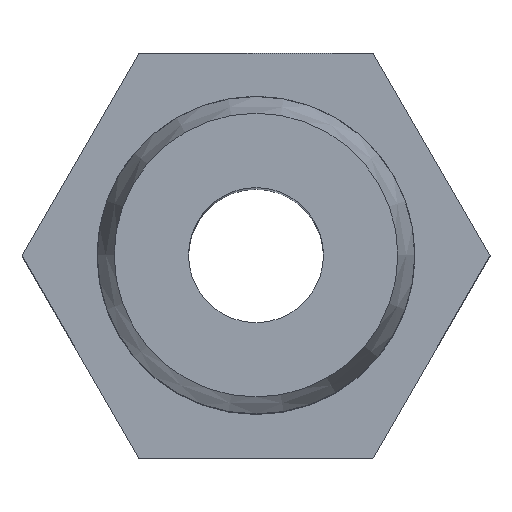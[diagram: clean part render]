
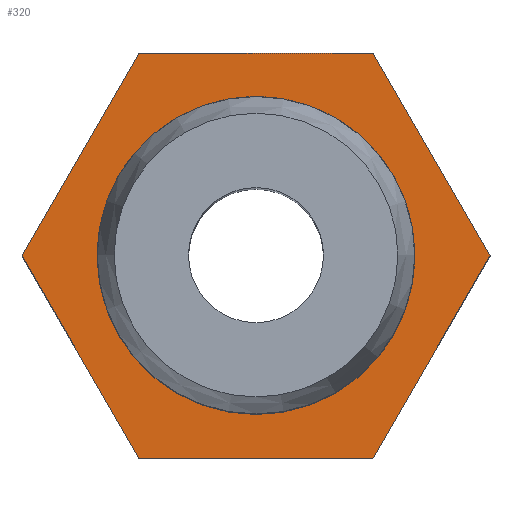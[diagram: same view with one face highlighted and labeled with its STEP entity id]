
A CAD part, top view. The second image highlights one B-rep face of the part: STEP entity #320.
In plain terms, the highlighted planar face has unit normal (0, 0, 1).
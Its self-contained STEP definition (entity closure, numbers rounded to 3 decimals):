
#23=FACE_BOUND('',#85,.T.);
#35=PLANE('',#367);
#60=FACE_OUTER_BOUND('',#84,.T.);
#84=EDGE_LOOP('',(#287,#288,#289,#290,#291,#292));
#85=EDGE_LOOP('',(#293));
#96=LINE('',#767,#120);
#99=LINE('',#773,#123);
#102=LINE('',#779,#126);
#105=LINE('',#785,#129);
#108=LINE('',#791,#132);
#111=LINE('',#795,#135);
#120=VECTOR('',#431,10.);
#123=VECTOR('',#436,10.);
#126=VECTOR('',#441,10.);
#129=VECTOR('',#446,10.);
#132=VECTOR('',#451,10.);
#135=VECTOR('',#456,10.);
#147=CIRCLE('',#353,4.7);
#162=VERTEX_POINT('',#744);
#168=VERTEX_POINT('',#764);
#169=VERTEX_POINT('',#766);
#171=VERTEX_POINT('',#772);
#173=VERTEX_POINT('',#778);
#175=VERTEX_POINT('',#784);
#177=VERTEX_POINT('',#790);
#194=EDGE_CURVE('',#162,#162,#147,.T.);
#203=EDGE_CURVE('',#169,#168,#96,.T.);
#206=EDGE_CURVE('',#171,#169,#99,.T.);
#209=EDGE_CURVE('',#173,#171,#102,.T.);
#212=EDGE_CURVE('',#175,#173,#105,.T.);
#215=EDGE_CURVE('',#177,#175,#108,.T.);
#218=EDGE_CURVE('',#168,#177,#111,.T.);
#287=ORIENTED_EDGE('',*,*,#218,.T.);
#288=ORIENTED_EDGE('',*,*,#215,.T.);
#289=ORIENTED_EDGE('',*,*,#212,.T.);
#290=ORIENTED_EDGE('',*,*,#209,.T.);
#291=ORIENTED_EDGE('',*,*,#206,.T.);
#292=ORIENTED_EDGE('',*,*,#203,.T.);
#293=ORIENTED_EDGE('',*,*,#194,.T.);
#320=ADVANCED_FACE('',(#60,#23),#35,.T.);
#353=AXIS2_PLACEMENT_3D('',#746,#408,#409);
#367=AXIS2_PLACEMENT_3D('',#796,#457,#458);
#408=DIRECTION('center_axis',(0.,0.,-1.));
#409=DIRECTION('ref_axis',(-1.,0.,0.));
#431=DIRECTION('',(0.5,-0.866,0.));
#436=DIRECTION('',(-0.5,-0.866,0.));
#441=DIRECTION('',(-1.,0.,0.));
#446=DIRECTION('',(-0.5,0.866,0.));
#451=DIRECTION('',(0.5,0.866,0.));
#456=DIRECTION('',(1.,0.,0.));
#457=DIRECTION('center_axis',(0.,0.,1.));
#458=DIRECTION('ref_axis',(1.,0.,0.));
#744=CARTESIAN_POINT('',(4.7,0.,10.));
#746=CARTESIAN_POINT('Origin',(0.,0.,10.));
#764=CARTESIAN_POINT('',(-3.464,-6.,10.));
#766=CARTESIAN_POINT('',(-6.928,0.,10.));
#767=CARTESIAN_POINT('',(-6.928,0.,10.));
#772=CARTESIAN_POINT('',(-3.464,6.,10.));
#773=CARTESIAN_POINT('',(-3.464,6.,10.));
#778=CARTESIAN_POINT('',(3.464,6.,10.));
#779=CARTESIAN_POINT('',(3.464,6.,10.));
#784=CARTESIAN_POINT('',(6.928,0.,10.));
#785=CARTESIAN_POINT('',(6.928,0.,10.));
#790=CARTESIAN_POINT('',(3.464,-6.,10.));
#791=CARTESIAN_POINT('',(3.464,-6.,10.));
#795=CARTESIAN_POINT('',(-3.464,-6.,10.));
#796=CARTESIAN_POINT('Origin',(0.,0.,10.));
